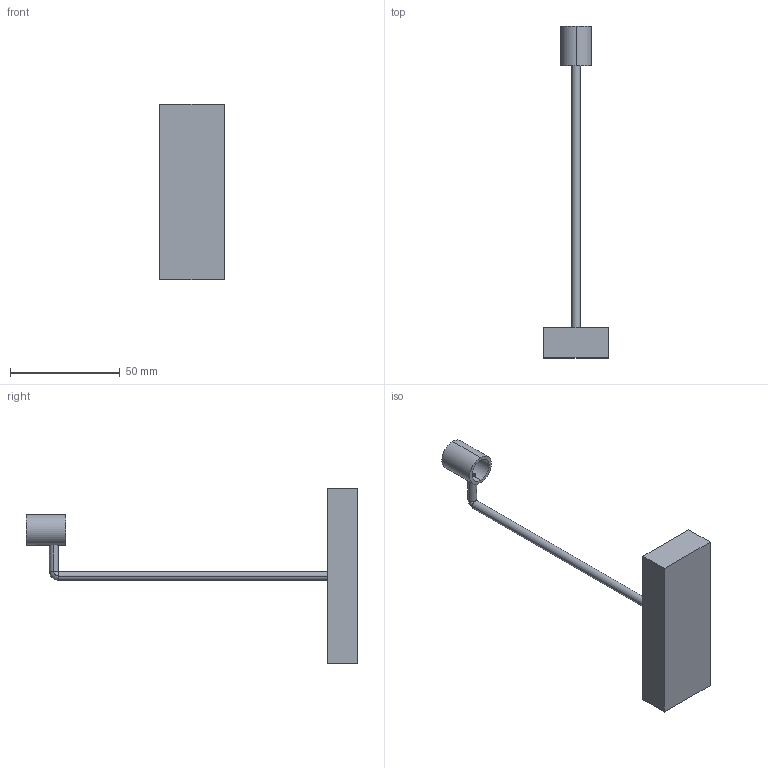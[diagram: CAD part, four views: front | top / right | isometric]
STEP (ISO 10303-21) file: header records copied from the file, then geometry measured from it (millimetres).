
FILE_DESCRIPTION(/* description */ (''),/* implementation_level */ '2;1');
FILE_NAME(/* name */ 'shell blood clotting',/* time_stamp */ '2024-02-09T13:23:15+06:00',/* author */ (''),/* organization */ (''),/* preprocessor_version */ 'ST-DEVELOPER v16.5',/* originating_system */ 'Rhino 7.19',/* authorisation */ '');
FILE_SCHEMA (('CONFIG_CONTROL_DESIGN'));
Length unit declared in the file: millimetre
Products named in the file (1): Document
Bounding box: 29.5 x 150.9 x 79.9 mm (x, y, z)
Volume: 12801.4 mm3; surface area: 15867.9 mm2
Topology: 1 solids, 1 shells, 32 faces, 82 edges, 52 vertices
Faces by surface type: plane 16, cylinder 12, bspline 4
Entity records: 1198 total; most frequent: CARTESIAN_POINT 570, ORIENTED_EDGE 164, EDGE_CURVE 82, VERTEX_POINT 52, B_SPLINE_CURVE_WITH_KNOTS 50, EDGE_LOOP 36, ADVANCED_FACE 32, FACE_OUTER_BOUND 32
